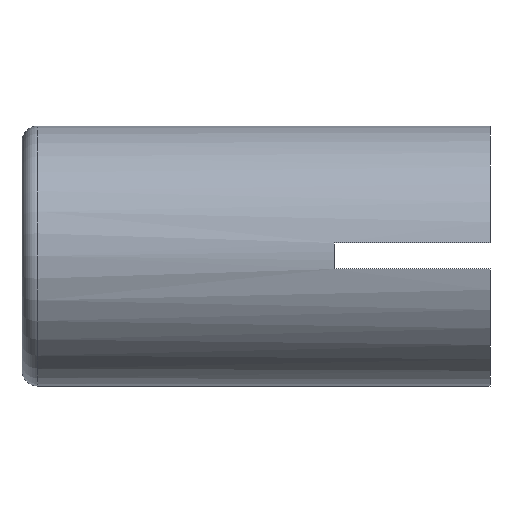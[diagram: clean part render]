
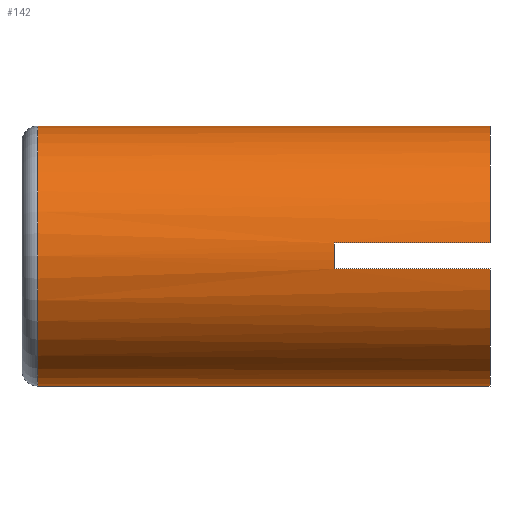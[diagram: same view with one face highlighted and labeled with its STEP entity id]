
A CAD part, left-side view. The second image highlights one B-rep face of the part: STEP entity #142.
In plain terms, the highlighted cylindrical face has radius 2.5 mm (diameter 5 mm), a partial arc.
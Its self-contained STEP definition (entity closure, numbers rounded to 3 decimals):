
#11 = ORIENTED_EDGE ( 'NONE', *, *, #577, .T. ) ;
#12 = VERTEX_POINT ( 'NONE', #167 ) ;
#22 = EDGE_LOOP ( 'NONE', ( #198, #11, #501, #342, #539, #416, #499, #51 ) ) ;
#35 = DIRECTION ( 'NONE',  ( 0., 1., 0. ) ) ;
#41 = CARTESIAN_POINT ( 'NONE',  ( 0., 9., 0. ) ) ;
#49 = LINE ( 'NONE', #340, #323 ) ;
#50 = EDGE_CURVE ( 'NONE', #551, #72, #595, .T. ) ;
#51 = ORIENTED_EDGE ( 'NONE', *, *, #604, .T. ) ;
#53 = VERTEX_POINT ( 'NONE', #328 ) ;
#72 = VERTEX_POINT ( 'NONE', #618 ) ;
#81 = LINE ( 'NONE', #433, #558 ) ;
#89 = EDGE_CURVE ( 'NONE', #53, #551, #478, .T. ) ;
#95 = CARTESIAN_POINT ( 'NONE',  ( -2.487, 9., 0.25 ) ) ;
#99 = DIRECTION ( 'NONE',  ( 0., -1., 0. ) ) ;
#101 = AXIS2_PLACEMENT_3D ( 'NONE', #178, #35, #372 ) ;
#103 = DIRECTION ( 'NONE',  ( 0., 1., 0. ) ) ;
#107 = EDGE_CURVE ( 'NONE', #441, #12, #81, .T. ) ;
#116 = CARTESIAN_POINT ( 'NONE',  ( 0., 0., -2.5 ) ) ;
#126 = AXIS2_PLACEMENT_3D ( 'NONE', #166, #404, #269 ) ;
#130 = DIRECTION ( 'NONE',  ( 0., 0., -1. ) ) ;
#142 = ADVANCED_FACE ( 'NONE', ( #521 ), #329, .T. ) ;
#149 = VERTEX_POINT ( 'NONE', #476 ) ;
#166 = CARTESIAN_POINT ( 'NONE',  ( 0., 3., 0. ) ) ;
#167 = CARTESIAN_POINT ( 'NONE',  ( 0., 0., 2.5 ) ) ;
#178 = CARTESIAN_POINT ( 'NONE',  ( 0., 0., 0. ) ) ;
#183 = CARTESIAN_POINT ( 'NONE',  ( -2.487, 3., 0.25 ) ) ;
#190 = AXIS2_PLACEMENT_3D ( 'NONE', #540, #307, #260 ) ;
#198 = ORIENTED_EDGE ( 'NONE', *, *, #107, .F. ) ;
#200 = VECTOR ( 'NONE', #331, 1000. ) ;
#205 = CIRCLE ( 'NONE', #190, 2.5 ) ;
#230 = CARTESIAN_POINT ( 'NONE',  ( 0., 9., -2.5 ) ) ;
#260 = DIRECTION ( 'NONE',  ( 0., 0., 1. ) ) ;
#269 = DIRECTION ( 'NONE',  ( 0., 0., -1. ) ) ;
#286 = DIRECTION ( 'NONE',  ( 0., -1., 0. ) ) ;
#307 = DIRECTION ( 'NONE',  ( 0., -1., 0. ) ) ;
#318 = VERTEX_POINT ( 'NONE', #575 ) ;
#323 = VECTOR ( 'NONE', #103, 1000. ) ;
#325 = EDGE_CURVE ( 'NONE', #362, #318, #392, .T. ) ;
#328 = CARTESIAN_POINT ( 'NONE',  ( 0., 8.7, -2.5 ) ) ;
#329 = CYLINDRICAL_SURFACE ( 'NONE', #535, 2.5 ) ;
#331 = DIRECTION ( 'NONE',  ( 0., -1., 0. ) ) ;
#340 = CARTESIAN_POINT ( 'NONE',  ( -2.487, 9., -0.25 ) ) ;
#342 = ORIENTED_EDGE ( 'NONE', *, *, #50, .T. ) ;
#359 = EDGE_CURVE ( 'NONE', #72, #149, #49, .T. ) ;
#362 = VERTEX_POINT ( 'NONE', #183 ) ;
#372 = DIRECTION ( 'NONE',  ( 0., 0., 1. ) ) ;
#384 = CIRCLE ( 'NONE', #605, 2.5 ) ;
#392 = LINE ( 'NONE', #95, #432 ) ;
#404 = DIRECTION ( 'NONE',  ( 0., -1., 0. ) ) ;
#416 = ORIENTED_EDGE ( 'NONE', *, *, #443, .F. ) ;
#417 = DIRECTION ( 'NONE',  ( 0., 1., 0. ) ) ;
#430 = CIRCLE ( 'NONE', #126, 2.5 ) ;
#432 = VECTOR ( 'NONE', #99, 1000. ) ;
#433 = CARTESIAN_POINT ( 'NONE',  ( 0., 9., 2.5 ) ) ;
#441 = VERTEX_POINT ( 'NONE', #602 ) ;
#443 = EDGE_CURVE ( 'NONE', #362, #149, #430, .T. ) ;
#476 = CARTESIAN_POINT ( 'NONE',  ( -2.487, 3., -0.25 ) ) ;
#478 = LINE ( 'NONE', #230, #200 ) ;
#499 = ORIENTED_EDGE ( 'NONE', *, *, #325, .T. ) ;
#501 = ORIENTED_EDGE ( 'NONE', *, *, #89, .T. ) ;
#521 = FACE_OUTER_BOUND ( 'NONE', #22, .T. ) ;
#535 = AXIS2_PLACEMENT_3D ( 'NONE', #41, #614, #130 ) ;
#539 = ORIENTED_EDGE ( 'NONE', *, *, #359, .T. ) ;
#540 = CARTESIAN_POINT ( 'NONE',  ( 0., 8.7, 0. ) ) ;
#551 = VERTEX_POINT ( 'NONE', #116 ) ;
#556 = CARTESIAN_POINT ( 'NONE',  ( 0., 0., 0. ) ) ;
#558 = VECTOR ( 'NONE', #286, 1000. ) ;
#575 = CARTESIAN_POINT ( 'NONE',  ( -2.487, 0., 0.25 ) ) ;
#577 = EDGE_CURVE ( 'NONE', #441, #53, #205, .T. ) ;
#595 = CIRCLE ( 'NONE', #101, 2.5 ) ;
#602 = CARTESIAN_POINT ( 'NONE',  ( 0., 8.7, 2.5 ) ) ;
#604 = EDGE_CURVE ( 'NONE', #318, #12, #384, .T. ) ;
#605 = AXIS2_PLACEMENT_3D ( 'NONE', #556, #417, #607 ) ;
#607 = DIRECTION ( 'NONE',  ( 0., 0., 1. ) ) ;
#614 = DIRECTION ( 'NONE',  ( 0., -1., 0. ) ) ;
#618 = CARTESIAN_POINT ( 'NONE',  ( -2.487, 0., -0.25 ) ) ;
